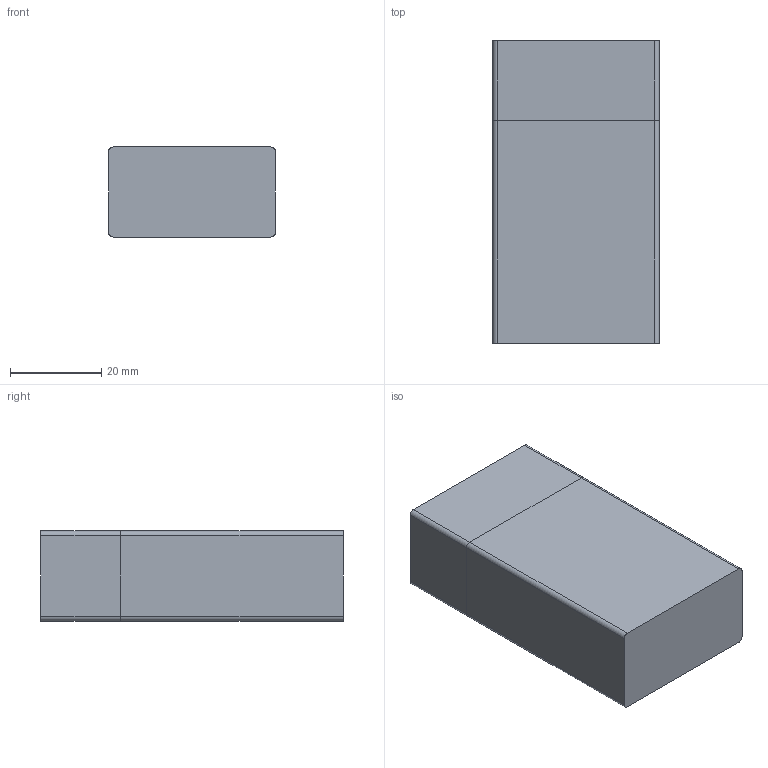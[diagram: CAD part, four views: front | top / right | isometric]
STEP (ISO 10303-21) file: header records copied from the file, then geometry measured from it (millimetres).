
FILE_DESCRIPTION(/* description */ (''),/* implementation_level */ '2;1');
FILE_NAME(/* name */ 'open_spectral_sensor_case_v1.step',/* time_stamp */ '2022-09-26T11:02:05-04:00',/* author */ (''),/* organization */ (''),/* preprocessor_version */ 'ST-DEVELOPER v19',/* originating_system */ 'Autodesk Translation Framework v11.7.0.108',/* authorisation */ '');
FILE_SCHEMA (('AUTOMOTIVE_DESIGN { 1 0 10303 214 3 1 1 }'));
Length unit declared in the file: millimetre
Products named in the file (3): NL; CaseBodyA; CaseBodyB
Assembly tree (2 placements, depth 2):
  NL
    CaseBodyA
    CaseBodyB
Bounding box: 36.6 x 66.47 x 19.77 mm (x, y, z)
Volume: 21673.2 mm3; surface area: 16404.9 mm2
Topology: 2 solids, 2 shells, 87 faces, 234 edges, 156 vertices
Faces by surface type: plane 60, cylinder 26, cone 1
Full cylindrical faces by diameter (mm): 4.7 x1, 4.99 x1
Entity records: 2839 total; most frequent: CARTESIAN_POINT 482, DIRECTION 472, ORIENTED_EDGE 468, EDGE_CURVE 234, LINE 180, VECTOR 180, VERTEX_POINT 156, AXIS2_PLACEMENT_3D 146
